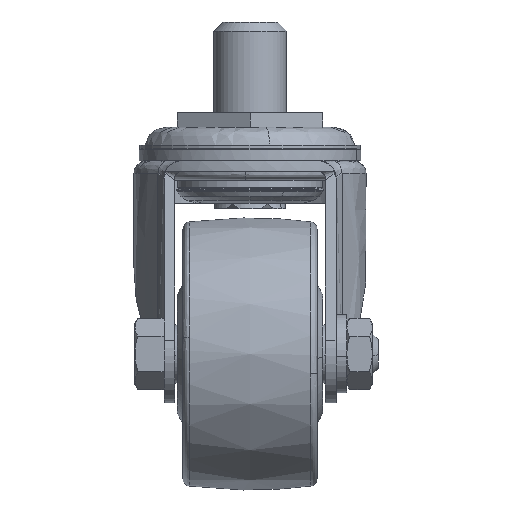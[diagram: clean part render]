
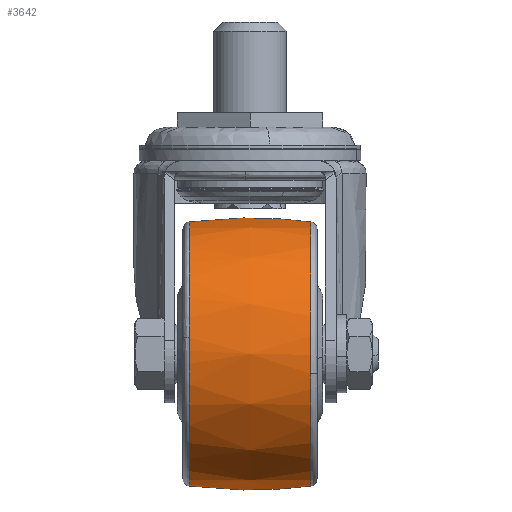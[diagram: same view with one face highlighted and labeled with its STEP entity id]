
A CAD part, left-side view. The second image highlights one B-rep face of the part: STEP entity #3642.
In plain terms, the highlighted free-form (B-spline) face has degree [2, 2] with [3, 7] control points.
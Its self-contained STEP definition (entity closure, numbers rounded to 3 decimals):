
#3369=CARTESIAN_POINT('',(-36.,-16.758,-26.085));
#3370=VERTEX_POINT('',#3369);
#3384=CARTESIAN_POINT('',(-72.002,-16.758,-67.971));
#3385=VERTEX_POINT('',#3384);
#3386=CARTESIAN_POINT('',(-72.002,-16.758,-67.971));
#3387=CARTESIAN_POINT('',(-72.415,-16.758,-65.251));
#3388=CARTESIAN_POINT('',(-72.415,-16.758,-62.5));
#3389=CARTESIAN_POINT('',(-72.415,-16.758,-26.085));
#3390=CARTESIAN_POINT('',(-36.,-16.758,-26.085));
#3398=(BOUNDED_CURVE()B_SPLINE_CURVE(2,(#3386,#3387,#3388,#3389,#3390),.UNSPECIFIED.,.F.,.U.)B_SPLINE_CURVE_WITH_KNOTS((3,2,3),(0.724,0.75,1.0),.UNSPECIFIED.)CURVE()GEOMETRIC_REPRESENTATION_ITEM()RATIONAL_B_SPLINE_CURVE((0.946,0.97,1.0,0.707,1.0))REPRESENTATION_ITEM(''));
#3399=EDGE_CURVE('',#3385,#3370,#3398,.T.);
#3448=CARTESIAN_POINT('',(-36.,-16.758,-98.915));
#3449=VERTEX_POINT('',#3448);
#3450=CARTESIAN_POINT('',(-36.,-16.758,-98.915));
#3451=CARTESIAN_POINT('',(-67.3,-16.758,-98.915));
#3452=CARTESIAN_POINT('',(-72.002,-16.758,-67.971));
#3460=(BOUNDED_CURVE()B_SPLINE_CURVE(2,(#3450,#3451,#3452),.UNSPECIFIED.,.F.,.U.)B_SPLINE_CURVE_WITH_KNOTS((3,3),(0.5,0.724),.UNSPECIFIED.)CURVE()GEOMETRIC_REPRESENTATION_ITEM()RATIONAL_B_SPLINE_CURVE((1.0,0.737,0.946))REPRESENTATION_ITEM(''));
#3461=EDGE_CURVE('',#3449,#3385,#3460,.T.);
#3512=CARTESIAN_POINT('',(-36.,16.758,-26.085));
#3513=VERTEX_POINT('',#3512);
#3514=CARTESIAN_POINT('',(-36.,16.758,-26.085));
#3515=CARTESIAN_POINT('',(-36.,0.,-23.906));
#3516=CARTESIAN_POINT('',(-36.,-16.758,-26.085));
#3524=(BOUNDED_CURVE()B_SPLINE_CURVE(2,(#3514,#3515,#3516),.UNSPECIFIED.,.F.,.U.)B_SPLINE_CURVE_WITH_KNOTS((3,3),(0.421,0.579),.UNSPECIFIED.)CURVE()GEOMETRIC_REPRESENTATION_ITEM()RATIONAL_B_SPLINE_CURVE((0.859,0.852,0.859))REPRESENTATION_ITEM(''));
#3525=EDGE_CURVE('',#3513,#3370,#3524,.T.);
#3529=CARTESIAN_POINT('',(-36.,16.758,-98.915));
#3530=VERTEX_POINT('',#3529);
#3531=CARTESIAN_POINT('',(-36.,16.758,-98.915));
#3532=CARTESIAN_POINT('',(-36.,0.,-101.094));
#3533=CARTESIAN_POINT('',(-36.,-16.758,-98.915));
#3541=(BOUNDED_CURVE()B_SPLINE_CURVE(2,(#3531,#3532,#3533),.UNSPECIFIED.,.F.,.U.)B_SPLINE_CURVE_WITH_KNOTS((3,3),(0.421,0.579),.UNSPECIFIED.)CURVE()GEOMETRIC_REPRESENTATION_ITEM()RATIONAL_B_SPLINE_CURVE((0.859,0.852,0.859))REPRESENTATION_ITEM(''));
#3542=EDGE_CURVE('',#3530,#3449,#3541,.T.);
#3577=CARTESIAN_POINT('',(-34.988,18.416,-98.689));
#3578=CARTESIAN_POINT('',(-34.915,0.,-101.324));
#3579=CARTESIAN_POINT('',(-34.988,-18.416,-98.689));
#3580=CARTESIAN_POINT('',(-35.491,18.416,-98.689));
#3581=CARTESIAN_POINT('',(-35.454,0.,-101.324));
#3582=CARTESIAN_POINT('',(-35.491,-18.416,-98.689));
#3583=CARTESIAN_POINT('',(-72.189,18.416,-98.689));
#3584=CARTESIAN_POINT('',(-74.824,0.,-101.324));
#3585=CARTESIAN_POINT('',(-72.189,-18.416,-98.689));
#3586=CARTESIAN_POINT('',(-72.189,18.416,-62.5));
#3587=CARTESIAN_POINT('',(-74.824,0.,-62.5));
#3588=CARTESIAN_POINT('',(-72.189,-18.416,-62.5));
#3589=CARTESIAN_POINT('',(-72.189,18.416,-26.311));
#3590=CARTESIAN_POINT('',(-74.824,0.,-23.676));
#3591=CARTESIAN_POINT('',(-72.189,-18.416,-26.311));
#3592=CARTESIAN_POINT('',(-35.491,18.416,-26.311));
#3593=CARTESIAN_POINT('',(-35.454,0.,-23.676));
#3594=CARTESIAN_POINT('',(-35.491,-18.416,-26.311));
#3595=CARTESIAN_POINT('',(-34.988,18.416,-26.311));
#3596=CARTESIAN_POINT('',(-34.915,0.,-23.676));
#3597=CARTESIAN_POINT('',(-34.988,-18.416,-26.311));
#3605=(BOUNDED_SURFACE()B_SPLINE_SURFACE(2,2,((#3577,#3580,#3583,#3586,#3589,#3592,#3595),(#3578,#3581,#3584,#3587,#3590,#3593,#3596),(#3579,#3582,#3585,#3588,#3591,#3594,#3597)),.UNSPECIFIED.,.F.,.F.,.U.)B_SPLINE_SURFACE_WITH_KNOTS((3,3),(3,1,2,1,3),(0.0,37.018),(0.0,1.243,63.375,125.507,126.749),.UNSPECIFIED.)GEOMETRIC_REPRESENTATION_ITEM()RATIONAL_B_SPLINE_SURFACE(((0.87,0.865,0.608,0.86,0.608,0.865,0.87),(0.861,0.856,0.602,0.851,0.602,0.856,0.861),(0.87,0.865,0.608,0.86,0.608,0.865,0.87)))REPRESENTATION_ITEM('')SURFACE());
#3606=ORIENTED_EDGE('',*,*,#3525,.F.);
#3607=CARTESIAN_POINT('',(-72.128,16.758,-57.936));
#3608=VERTEX_POINT('',#3607);
#3609=CARTESIAN_POINT('',(-72.128,16.758,-57.936));
#3610=CARTESIAN_POINT('',(-68.104,16.758,-26.085));
#3611=CARTESIAN_POINT('',(-36.,16.758,-26.085));
#3619=(BOUNDED_CURVE()B_SPLINE_CURVE(2,(#3609,#3610,#3611),.UNSPECIFIED.,.F.,.U.)B_SPLINE_CURVE_WITH_KNOTS((3,3),(0.772,1.0),.UNSPECIFIED.)CURVE()GEOMETRIC_REPRESENTATION_ITEM()RATIONAL_B_SPLINE_CURVE((0.954,0.733,1.0))REPRESENTATION_ITEM(''));
#3620=EDGE_CURVE('',#3608,#3513,#3619,.T.);
#3621=ORIENTED_EDGE('',*,*,#3620,.F.);
#3622=CARTESIAN_POINT('',(-36.,16.758,-98.915));
#3623=CARTESIAN_POINT('',(-72.415,16.758,-98.915));
#3624=CARTESIAN_POINT('',(-72.415,16.758,-62.5));
#3625=CARTESIAN_POINT('',(-72.415,16.758,-60.209));
#3626=CARTESIAN_POINT('',(-72.128,16.758,-57.936));
#3634=(BOUNDED_CURVE()B_SPLINE_CURVE(2,(#3622,#3623,#3624,#3625,#3626),.UNSPECIFIED.,.F.,.U.)B_SPLINE_CURVE_WITH_KNOTS((3,2,3),(0.5,0.75,0.772),.UNSPECIFIED.)CURVE()GEOMETRIC_REPRESENTATION_ITEM()RATIONAL_B_SPLINE_CURVE((1.0,0.707,1.0,0.975,0.954))REPRESENTATION_ITEM(''));
#3635=EDGE_CURVE('',#3530,#3608,#3634,.T.);
#3636=ORIENTED_EDGE('',*,*,#3635,.F.);
#3637=ORIENTED_EDGE('',*,*,#3542,.T.);
#3638=ORIENTED_EDGE('',*,*,#3461,.T.);
#3639=ORIENTED_EDGE('',*,*,#3399,.T.);
#3640=EDGE_LOOP('',(#3606,#3621,#3636,#3637,#3638,#3639));
#3641=FACE_OUTER_BOUND('',#3640,.T.);
#3642=ADVANCED_FACE('',(#3641),#3605,.T.);
